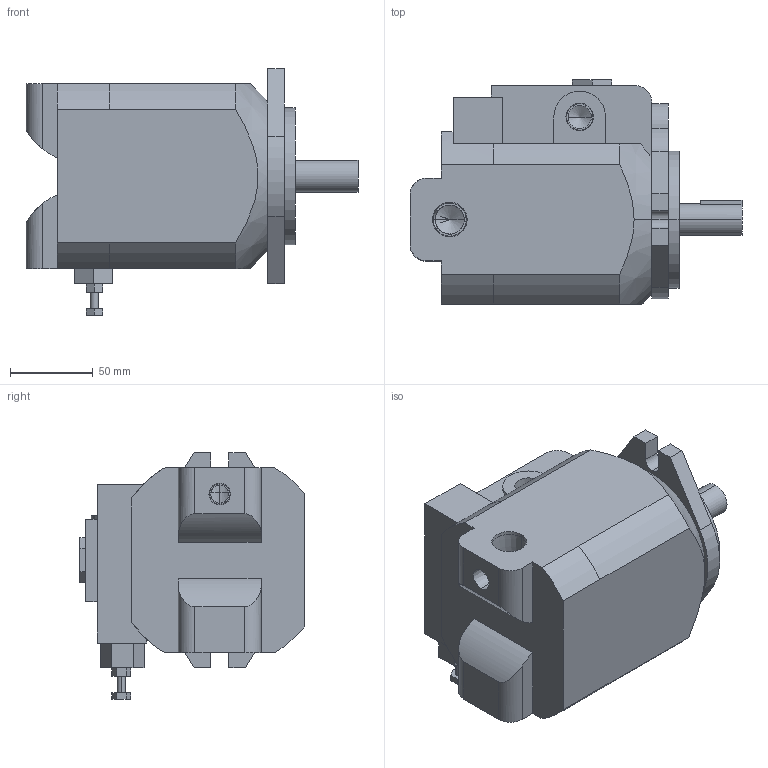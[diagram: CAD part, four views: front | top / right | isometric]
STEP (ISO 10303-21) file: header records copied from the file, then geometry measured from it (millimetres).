
FILE_DESCRIPTION (( 'STEP AP203' ), '1' );
FILE_NAME ('3131.STEP', '2021-12-09T09:24:53', ( '' ), ( '' ), 'SwSTEP 2.0', 'SolidWorks 2018', '' );
FILE_SCHEMA (( 'CONFIG_CONTROL_DESIGN' ));
Length unit declared in the file: millimetre
Products named in the file (1): 3131
Bounding box: 200.5 x 135.5 x 149 mm (x, y, z)
Volume: 1738647.8 mm3; surface area: 110287.4 mm2
Topology: 2 solids, 3 shells, 161 faces, 427 edges, 273 vertices
Faces by surface type: plane 89, cylinder 47, cone 25
Entity records: 5388 total; most frequent: CARTESIAN_POINT 1319, ORIENTED_EDGE 834, DIRECTION 821, EDGE_CURVE 417, LINE 275, VECTOR 275, VERTEX_POINT 273, AXIS2_PLACEMENT_3D 273
